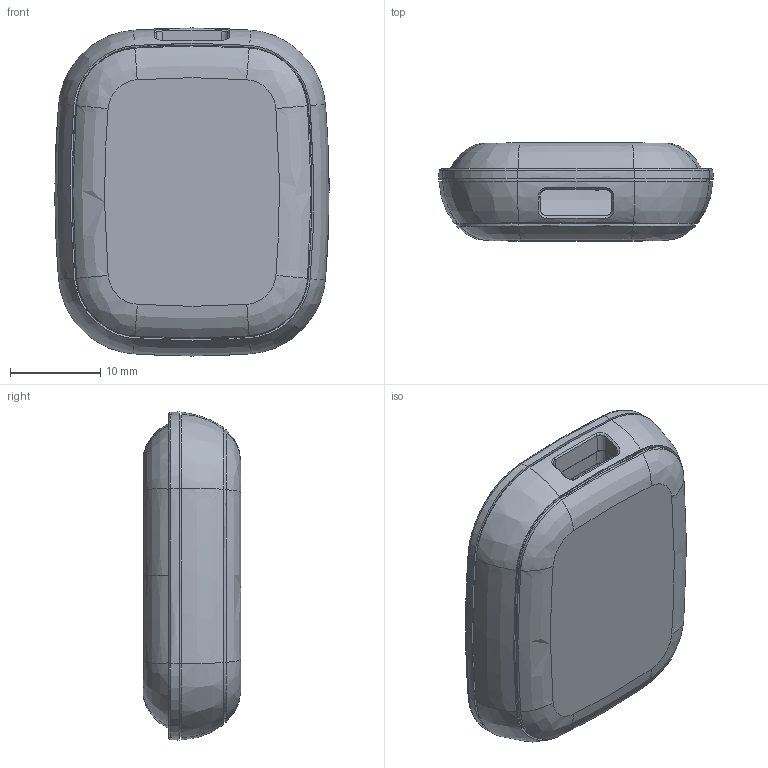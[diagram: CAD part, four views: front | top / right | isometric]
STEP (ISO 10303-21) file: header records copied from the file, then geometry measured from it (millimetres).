
FILE_DESCRIPTION (( 'STEP AP214' ), '1' );
FILE_NAME ('1639_1000_DOT_HOUSING_ASM.STEP', '2020-02-07T09:48:34', ( '' ), ( '' ), 'SwSTEP 2.0', 'SolidWorks 2020', '' );
FILE_SCHEMA (( 'AUTOMOTIVE_DESIGN' ));
Length unit declared in the file: millimetre
Products named in the file (5): 1639_1100_TOPCASE_ASM; 1639_1102_TPE_TOP; 1639_1101_TOPCASE; 191101.V3_1639_1002_BOTTOMCASE; 1639_1000_DOT_HOUSING_ASM
Assembly tree (4 placements, depth 3):
  1639_1000_DOT_HOUSING_ASM
    191101.V3_1639_1002_BOTTOMCASE
    1639_1100_TOPCASE_ASM
      1639_1101_TOPCASE
      1639_1102_TPE_TOP
Bounding box: 30.34 x 10.8 x 36.3 mm (x, y, z)
Volume: 3316.4 mm3; surface area: 6690.1 mm2
Topology: 3 solids, 3 shells, 635 faces, 1606 edges, 980 vertices
Faces by surface type: bspline 365, plane 154, cylinder 65, cone 51
Entity records: 77956 total; most frequent: CARTESIAN_POINT 65542, ORIENTED_EDGE 3196, EDGE_CURVE 1598, DIRECTION 1568, VERTEX_POINT 980, B_SPLINE_CURVE_WITH_KNOTS 713, EDGE_LOOP 654, FACE_OUTER_BOUND 635
